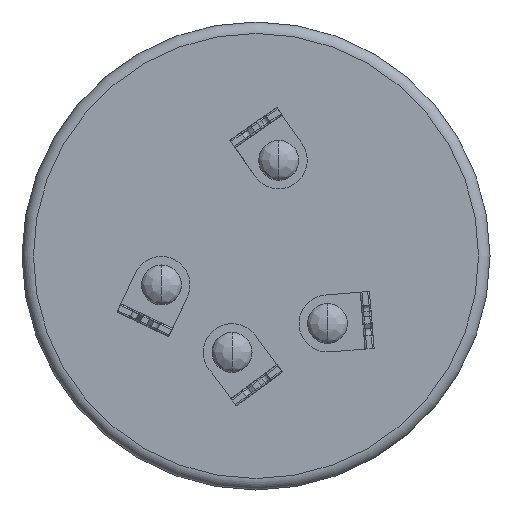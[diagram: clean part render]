
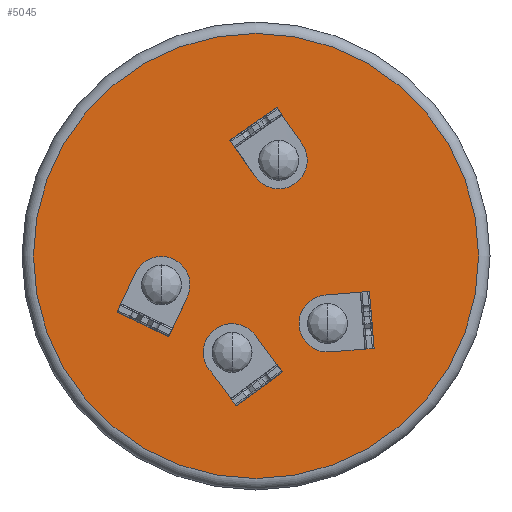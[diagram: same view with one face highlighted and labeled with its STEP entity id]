
A CAD part, front view. The second image highlights one B-rep face of the part: STEP entity #5045.
In plain terms, the highlighted planar face has unit normal (0, -1, 0).
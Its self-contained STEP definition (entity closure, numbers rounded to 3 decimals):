
#35=FACE_BOUND('',#681,.T.);
#36=FACE_BOUND('',#682,.T.);
#37=FACE_BOUND('',#683,.T.);
#38=FACE_BOUND('',#684,.T.);
#79=PLANE('',#5486);
#377=FACE_OUTER_BOUND('',#680,.T.);
#680=EDGE_LOOP('',(#3733));
#681=EDGE_LOOP('',(#3734,#3735,#3736,#3737,#3738,#3739));
#682=EDGE_LOOP('',(#3740,#3741,#3742,#3743));
#683=EDGE_LOOP('',(#3744,#3745,#3746,#3747,#3748));
#684=EDGE_LOOP('',(#3749,#3750,#3751,#3752,#3753));
#1081=LINE('',#8419,#1557);
#1082=LINE('',#8421,#1558);
#1083=LINE('',#8423,#1559);
#1084=LINE('',#8425,#1560);
#1085=LINE('',#8426,#1561);
#1086=LINE('',#8429,#1562);
#1087=LINE('',#8431,#1563);
#1088=LINE('',#8433,#1564);
#1089=LINE('',#8437,#1565);
#1090=LINE('',#8439,#1566);
#1091=LINE('',#8440,#1567);
#1092=LINE('',#8442,#1568);
#1093=LINE('',#8445,#1569);
#1094=LINE('',#8447,#1570);
#1095=LINE('',#8449,#1571);
#1096=LINE('',#8450,#1572);
#1557=VECTOR('',#6403,1000.);
#1558=VECTOR('',#6404,1000.);
#1559=VECTOR('',#6405,1000.);
#1560=VECTOR('',#6406,1000.);
#1561=VECTOR('',#6407,1000.);
#1562=VECTOR('',#6408,1000.);
#1563=VECTOR('',#6409,1000.);
#1564=VECTOR('',#6410,1000.);
#1565=VECTOR('',#6413,1000.);
#1566=VECTOR('',#6414,1000.);
#1567=VECTOR('',#6415,1000.);
#1568=VECTOR('',#6416,1000.);
#1569=VECTOR('',#6419,1000.);
#1570=VECTOR('',#6420,1000.);
#1571=VECTOR('',#6421,1000.);
#1572=VECTOR('',#6422,1000.);
#1945=CIRCLE('',#5464,2.5);
#1947=CIRCLE('',#5467,2.519);
#1955=CIRCLE('',#5477,19.5);
#1958=CIRCLE('',#5487,2.5);
#1959=CIRCLE('',#5488,2.5);
#2191=VERTEX_POINT('',#8351);
#2192=VERTEX_POINT('',#8353);
#2195=VERTEX_POINT('',#8360);
#2196=VERTEX_POINT('',#8362);
#2202=VERTEX_POINT('',#8378);
#2213=VERTEX_POINT('',#8410);
#2216=VERTEX_POINT('',#8418);
#2217=VERTEX_POINT('',#8420);
#2218=VERTEX_POINT('',#8422);
#2219=VERTEX_POINT('',#8424);
#2220=VERTEX_POINT('',#8427);
#2221=VERTEX_POINT('',#8428);
#2222=VERTEX_POINT('',#8430);
#2223=VERTEX_POINT('',#8432);
#2224=VERTEX_POINT('',#8435);
#2225=VERTEX_POINT('',#8436);
#2226=VERTEX_POINT('',#8438);
#2227=VERTEX_POINT('',#8441);
#2228=VERTEX_POINT('',#8444);
#2229=VERTEX_POINT('',#8446);
#2230=VERTEX_POINT('',#8448);
#2733=EDGE_CURVE('',#2191,#2192,#1945,.T.);
#2737=EDGE_CURVE('',#2195,#2196,#1947,.T.);
#2746=EDGE_CURVE('',#2202,#2202,#1955,.T.);
#2764=EDGE_CURVE('',#2216,#2191,#1081,.T.);
#2765=EDGE_CURVE('',#2216,#2217,#1082,.T.);
#2766=EDGE_CURVE('',#2218,#2217,#1083,.T.);
#2767=EDGE_CURVE('',#2219,#2218,#1084,.T.);
#2768=EDGE_CURVE('',#2219,#2192,#1085,.T.);
#2769=EDGE_CURVE('',#2220,#2221,#1086,.T.);
#2770=EDGE_CURVE('',#2222,#2220,#1087,.T.);
#2771=EDGE_CURVE('',#2222,#2223,#1088,.T.);
#2772=EDGE_CURVE('',#2221,#2223,#1958,.T.);
#2773=EDGE_CURVE('',#2224,#2225,#1089,.T.);
#2774=EDGE_CURVE('',#2224,#2226,#1090,.T.);
#2775=EDGE_CURVE('',#2226,#2213,#1091,.T.);
#2776=EDGE_CURVE('',#2213,#2227,#1092,.T.);
#2777=EDGE_CURVE('',#2225,#2227,#1959,.T.);
#2778=EDGE_CURVE('',#2228,#2195,#1093,.T.);
#2779=EDGE_CURVE('',#2229,#2228,#1094,.T.);
#2780=EDGE_CURVE('',#2229,#2230,#1095,.T.);
#2781=EDGE_CURVE('',#2230,#2196,#1096,.T.);
#3733=ORIENTED_EDGE('',*,*,#2746,.T.);
#3734=ORIENTED_EDGE('',*,*,#2764,.F.);
#3735=ORIENTED_EDGE('',*,*,#2765,.T.);
#3736=ORIENTED_EDGE('',*,*,#2766,.F.);
#3737=ORIENTED_EDGE('',*,*,#2767,.F.);
#3738=ORIENTED_EDGE('',*,*,#2768,.T.);
#3739=ORIENTED_EDGE('',*,*,#2733,.F.);
#3740=ORIENTED_EDGE('',*,*,#2769,.F.);
#3741=ORIENTED_EDGE('',*,*,#2770,.F.);
#3742=ORIENTED_EDGE('',*,*,#2771,.T.);
#3743=ORIENTED_EDGE('',*,*,#2772,.F.);
#3744=ORIENTED_EDGE('',*,*,#2773,.F.);
#3745=ORIENTED_EDGE('',*,*,#2774,.T.);
#3746=ORIENTED_EDGE('',*,*,#2775,.T.);
#3747=ORIENTED_EDGE('',*,*,#2776,.T.);
#3748=ORIENTED_EDGE('',*,*,#2777,.F.);
#3749=ORIENTED_EDGE('',*,*,#2778,.F.);
#3750=ORIENTED_EDGE('',*,*,#2779,.F.);
#3751=ORIENTED_EDGE('',*,*,#2780,.T.);
#3752=ORIENTED_EDGE('',*,*,#2781,.T.);
#3753=ORIENTED_EDGE('',*,*,#2737,.F.);
#5045=ADVANCED_FACE('',(#377,#35,#36,#37,#38),#79,.F.);
#5464=AXIS2_PLACEMENT_3D('',#8354,#6339,#6340);
#5467=AXIS2_PLACEMENT_3D('',#8363,#6347,#6348);
#5477=AXIS2_PLACEMENT_3D('',#8380,#6368,#6369);
#5486=AXIS2_PLACEMENT_3D('',#8417,#6401,#6402);
#5487=AXIS2_PLACEMENT_3D('',#8434,#6411,#6412);
#5488=AXIS2_PLACEMENT_3D('',#8443,#6417,#6418);
#6339=DIRECTION('center_axis',(0.,-1.,0.));
#6340=DIRECTION('ref_axis',(0.,0.,-1.));
#6347=DIRECTION('center_axis',(0.,-1.,0.));
#6348=DIRECTION('ref_axis',(0.,0.,-1.));
#6368=DIRECTION('center_axis',(0.,-1.,0.));
#6369=DIRECTION('ref_axis',(0.,0.,1.));
#6401=DIRECTION('center_axis',(0.,1.,0.));
#6402=DIRECTION('ref_axis',(0.,0.,1.));
#6403=DIRECTION('',(0.427,0.,0.904));
#6404=DIRECTION('',(-0.426,0.,-0.905));
#6405=DIRECTION('',(0.904,0.,-0.427));
#6406=DIRECTION('',(-0.427,0.,-0.904));
#6407=DIRECTION('',(0.427,0.,0.904));
#6408=DIRECTION('',(-0.997,0.,-0.083));
#6409=DIRECTION('',(-0.083,0.,0.997));
#6410=DIRECTION('',(-0.997,0.,-0.083));
#6411=DIRECTION('center_axis',(0.,-1.,0.));
#6412=DIRECTION('ref_axis',(0.,0.,-1.));
#6413=DIRECTION('',(0.57,0.,-0.822));
#6414=DIRECTION('',(0.822,0.,0.57));
#6415=DIRECTION('',(0.57,0.,-0.822));
#6416=DIRECTION('',(0.57,0.,-0.822));
#6417=DIRECTION('center_axis',(0.,-1.,0.));
#6418=DIRECTION('ref_axis',(0.,0.,-1.));
#6419=DIRECTION('',(-0.594,0.,0.804));
#6420=DIRECTION('',(-0.601,0.,0.799));
#6421=DIRECTION('',(-0.804,0.,-0.594));
#6422=DIRECTION('',(-0.594,0.,0.804));
#8351=CARTESIAN_POINT('',(-6.025,0.,-3.603));
#8353=CARTESIAN_POINT('',(-10.547,0.,-1.47));
#8354=CARTESIAN_POINT('Origin',(-8.286,0.,-2.537));
#8360=CARTESIAN_POINT('',(-0.063,0.,-6.957));
#8362=CARTESIAN_POINT('',(-3.836,0.,-10.265));
#8363=CARTESIAN_POINT('Origin',(-2.097,0.,-8.443));
#8378=CARTESIAN_POINT('',(0.,0.,-19.5));
#8380=CARTESIAN_POINT('Origin',(0.,0.,0.));
#8410=CARTESIAN_POINT('',(2.284,-0.005,12.348));
#8417=CARTESIAN_POINT('Origin',(0.,0.,0.));
#8418=CARTESIAN_POINT('',(-7.482,0.,-6.691));
#8419=CARTESIAN_POINT('',(-3.539,0.,1.669));
#8420=CARTESIAN_POINT('',(-7.652,0.,-7.053));
#8421=CARTESIAN_POINT('',(-3.542,0.,1.669));
#8422=CARTESIAN_POINT('',(-12.175,0.,-4.92));
#8423=CARTESIAN_POINT('',(-4.114,0.,-8.722));
#8424=CARTESIAN_POINT('',(-12.004,0.,-4.559));
#8425=CARTESIAN_POINT('',(-8.058,0.,3.803));
#8426=CARTESIAN_POINT('',(-8.061,0.,3.802));
#8427=CARTESIAN_POINT('',(9.934,0.,-3.1));
#8428=CARTESIAN_POINT('',(6.057,0.,-3.423));
#8429=CARTESIAN_POINT('',(0.325,0.,-3.901));
#8430=CARTESIAN_POINT('',(10.349,0.,-8.083));
#8431=CARTESIAN_POINT('',(9.609,0.,0.8));
#8432=CARTESIAN_POINT('',(6.472,0.,-8.406));
#8433=CARTESIAN_POINT('',(0.74,0.,-8.883));
#8434=CARTESIAN_POINT('Origin',(6.265,0.,-5.915));
#8435=CARTESIAN_POINT('',(-2.282,0.,10.153));
#8436=CARTESIAN_POINT('',(-0.064,0.,6.957));
#8437=CARTESIAN_POINT('',(3.216,0.,2.232));
#8438=CARTESIAN_POINT('',(1.829,0.,13.006));
#8439=CARTESIAN_POINT('',(-5.498,0.,7.922));
#8440=CARTESIAN_POINT('',(2.285,0.,12.349));
#8441=CARTESIAN_POINT('',(4.044,0.,9.808));
#8442=CARTESIAN_POINT('',(7.323,0.,5.082));
#8443=CARTESIAN_POINT('Origin',(1.99,0.,8.383));
#8444=CARTESIAN_POINT('',(2.011,0.,-9.765));
#8445=CARTESIAN_POINT('',(-3.365,0.,-2.486));
#8446=CARTESIAN_POINT('',(2.31,0.,-10.162));
#8447=CARTESIAN_POINT('',(-3.405,0.,-2.559));
#8448=CARTESIAN_POINT('',(-1.715,0.,-13.135));
#8449=CARTESIAN_POINT('',(5.672,0.,-7.679));
#8450=CARTESIAN_POINT('',(-7.387,0.,-5.456));
